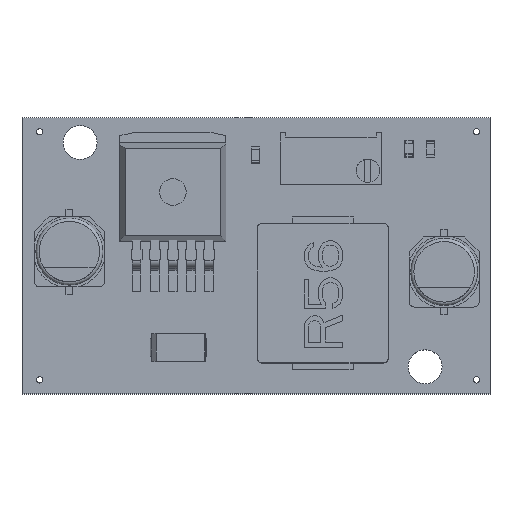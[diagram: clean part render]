
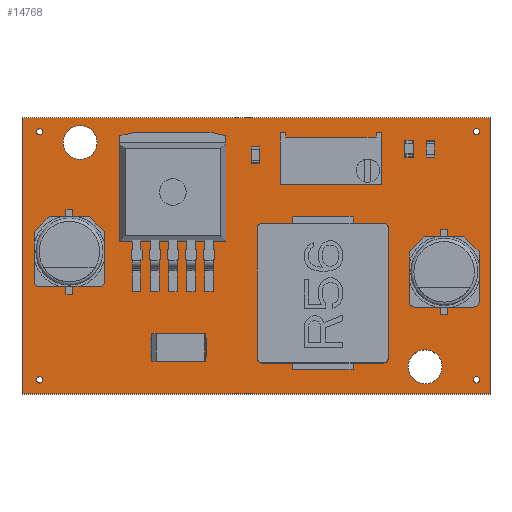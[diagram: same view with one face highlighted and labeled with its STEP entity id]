
A CAD part, top view. The second image highlights one B-rep face of the part: STEP entity #14768.
In plain terms, the highlighted planar face has unit normal (0, 0, 1).
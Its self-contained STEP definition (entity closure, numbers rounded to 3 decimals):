
#14557 = VERTEX_POINT('',#14558);
#14558 = CARTESIAN_POINT('',(22.042,-13.,1.6));
#14564 = EDGE_CURVE('',#14557,#14565,#14567,.T.);
#14565 = VERTEX_POINT('',#14566);
#14566 = CARTESIAN_POINT('',(-22.042,-13.,1.6));
#14567 = LINE('',#14568,#14569);
#14568 = CARTESIAN_POINT('',(22.042,-13.,1.6));
#14569 = VECTOR('',#14570,1.);
#14570 = DIRECTION('',(-1.,0.,0.));
#14597 = VERTEX_POINT('',#14598);
#14598 = CARTESIAN_POINT('',(22.042,13.,1.6));
#14604 = EDGE_CURVE('',#14597,#14557,#14605,.T.);
#14605 = LINE('',#14606,#14607);
#14606 = CARTESIAN_POINT('',(22.042,13.,1.6));
#14607 = VECTOR('',#14608,1.);
#14608 = DIRECTION('',(0.,-1.,0.));
#14626 = EDGE_CURVE('',#14565,#14627,#14629,.T.);
#14627 = VERTEX_POINT('',#14628);
#14628 = CARTESIAN_POINT('',(-22.042,13.,1.6));
#14629 = LINE('',#14630,#14631);
#14630 = CARTESIAN_POINT('',(-22.042,-13.,1.6));
#14631 = VECTOR('',#14632,1.);
#14632 = DIRECTION('',(0.,1.,0.));
#14768 = ADVANCED_FACE('',(#14769,#14780,#14791,#14802,#14813,#14824,
    #14835,#14846,#14857,#14868),#14879,.T.);
#14769 = FACE_BOUND('',#14770,.T.);
#14770 = EDGE_LOOP('',(#14771,#14772,#14773,#14779));
#14771 = ORIENTED_EDGE('',*,*,#14564,.F.);
#14772 = ORIENTED_EDGE('',*,*,#14604,.F.);
#14773 = ORIENTED_EDGE('',*,*,#14774,.F.);
#14774 = EDGE_CURVE('',#14627,#14597,#14775,.T.);
#14775 = LINE('',#14776,#14777);
#14776 = CARTESIAN_POINT('',(-22.042,13.,1.6));
#14777 = VECTOR('',#14778,1.);
#14778 = DIRECTION('',(1.,0.,0.));
#14779 = ORIENTED_EDGE('',*,*,#14626,.F.);
#14780 = FACE_BOUND('',#14781,.T.);
#14781 = EDGE_LOOP('',(#14782));
#14782 = ORIENTED_EDGE('',*,*,#14783,.T.);
#14783 = EDGE_CURVE('',#14784,#14784,#14786,.T.);
#14784 = VERTEX_POINT('',#14785);
#14785 = CARTESIAN_POINT('',(-20.378,-11.968,1.6));
#14786 = CIRCLE('',#14787,0.3);
#14787 = AXIS2_PLACEMENT_3D('',#14788,#14789,#14790);
#14788 = CARTESIAN_POINT('',(-20.378,-11.668,1.6));
#14789 = DIRECTION('',(-0.,0.,-1.));
#14790 = DIRECTION('',(0.,-1.,-0.));
#14791 = FACE_BOUND('',#14792,.T.);
#14792 = EDGE_LOOP('',(#14793));
#14793 = ORIENTED_EDGE('',*,*,#14794,.T.);
#14794 = EDGE_CURVE('',#14795,#14795,#14797,.T.);
#14795 = VERTEX_POINT('',#14796);
#14796 = CARTESIAN_POINT('',(20.77,-11.968,1.6));
#14797 = CIRCLE('',#14798,0.3);
#14798 = AXIS2_PLACEMENT_3D('',#14799,#14800,#14801);
#14799 = CARTESIAN_POINT('',(20.77,-11.668,1.6));
#14800 = DIRECTION('',(-0.,0.,-1.));
#14801 = DIRECTION('',(-0.,-1.,0.));
#14802 = FACE_BOUND('',#14803,.T.);
#14803 = EDGE_LOOP('',(#14804));
#14804 = ORIENTED_EDGE('',*,*,#14805,.T.);
#14805 = EDGE_CURVE('',#14806,#14806,#14808,.T.);
#14806 = VERTEX_POINT('',#14807);
#14807 = CARTESIAN_POINT('',(15.933,-12.043,1.6));
#14808 = CIRCLE('',#14809,1.6);
#14809 = AXIS2_PLACEMENT_3D('',#14810,#14811,#14812);
#14810 = CARTESIAN_POINT('',(15.933,-10.443,1.6));
#14811 = DIRECTION('',(-0.,0.,-1.));
#14812 = DIRECTION('',(0.,-1.,-0.));
#14813 = FACE_BOUND('',#14814,.T.);
#14814 = EDGE_LOOP('',(#14815));
#14815 = ORIENTED_EDGE('',*,*,#14816,.T.);
#14816 = EDGE_CURVE('',#14817,#14817,#14819,.T.);
#14817 = VERTEX_POINT('',#14818);
#14818 = CARTESIAN_POINT('',(-16.568,9.084,1.6));
#14819 = CIRCLE('',#14820,1.6);
#14820 = AXIS2_PLACEMENT_3D('',#14821,#14822,#14823);
#14821 = CARTESIAN_POINT('',(-16.568,10.684,1.6));
#14822 = DIRECTION('',(-0.,0.,-1.));
#14823 = DIRECTION('',(-0.,-1.,0.));
#14824 = FACE_BOUND('',#14825,.T.);
#14825 = EDGE_LOOP('',(#14826));
#14826 = ORIENTED_EDGE('',*,*,#14827,.T.);
#14827 = EDGE_CURVE('',#14828,#14828,#14830,.T.);
#14828 = VERTEX_POINT('',#14829);
#14829 = CARTESIAN_POINT('',(-20.378,11.4,1.6));
#14830 = CIRCLE('',#14831,0.3);
#14831 = AXIS2_PLACEMENT_3D('',#14832,#14833,#14834);
#14832 = CARTESIAN_POINT('',(-20.378,11.7,1.6));
#14833 = DIRECTION('',(-0.,0.,-1.));
#14834 = DIRECTION('',(0.,-1.,-0.));
#14835 = FACE_BOUND('',#14836,.T.);
#14836 = EDGE_LOOP('',(#14837));
#14837 = ORIENTED_EDGE('',*,*,#14838,.T.);
#14838 = EDGE_CURVE('',#14839,#14839,#14841,.T.);
#14839 = VERTEX_POINT('',#14840);
#14840 = CARTESIAN_POINT('',(4.514,8.805,1.6));
#14841 = CIRCLE('',#14842,0.355);
#14842 = AXIS2_PLACEMENT_3D('',#14843,#14844,#14845);
#14843 = CARTESIAN_POINT('',(4.514,9.16,1.6));
#14844 = DIRECTION('',(-0.,0.,-1.));
#14845 = DIRECTION('',(0.,-1.,0.));
#14846 = FACE_BOUND('',#14847,.T.);
#14847 = EDGE_LOOP('',(#14848));
#14848 = ORIENTED_EDGE('',*,*,#14849,.T.);
#14849 = EDGE_CURVE('',#14850,#14850,#14852,.T.);
#14850 = VERTEX_POINT('',#14851);
#14851 = CARTESIAN_POINT('',(7.054,8.805,1.6));
#14852 = CIRCLE('',#14853,0.355);
#14853 = AXIS2_PLACEMENT_3D('',#14854,#14855,#14856);
#14854 = CARTESIAN_POINT('',(7.054,9.16,1.6));
#14855 = DIRECTION('',(-0.,0.,-1.));
#14856 = DIRECTION('',(-0.,-1.,0.));
#14857 = FACE_BOUND('',#14858,.T.);
#14858 = EDGE_LOOP('',(#14859));
#14859 = ORIENTED_EDGE('',*,*,#14860,.T.);
#14860 = EDGE_CURVE('',#14861,#14861,#14863,.T.);
#14861 = VERTEX_POINT('',#14862);
#14862 = CARTESIAN_POINT('',(9.594,8.805,1.6));
#14863 = CIRCLE('',#14864,0.355);
#14864 = AXIS2_PLACEMENT_3D('',#14865,#14866,#14867);
#14865 = CARTESIAN_POINT('',(9.594,9.16,1.6));
#14866 = DIRECTION('',(-0.,0.,-1.));
#14867 = DIRECTION('',(0.,-1.,-0.));
#14868 = FACE_BOUND('',#14869,.T.);
#14869 = EDGE_LOOP('',(#14870));
#14870 = ORIENTED_EDGE('',*,*,#14871,.T.);
#14871 = EDGE_CURVE('',#14872,#14872,#14874,.T.);
#14872 = VERTEX_POINT('',#14873);
#14873 = CARTESIAN_POINT('',(20.77,11.4,1.6));
#14874 = CIRCLE('',#14875,0.3);
#14875 = AXIS2_PLACEMENT_3D('',#14876,#14877,#14878);
#14876 = CARTESIAN_POINT('',(20.77,11.7,1.6));
#14877 = DIRECTION('',(-0.,0.,-1.));
#14878 = DIRECTION('',(-0.,-1.,0.));
#14879 = PLANE('',#14880);
#14880 = AXIS2_PLACEMENT_3D('',#14881,#14882,#14883);
#14881 = CARTESIAN_POINT('',(0.,0.,1.6));
#14882 = DIRECTION('',(0.,0.,1.));
#14883 = DIRECTION('',(1.,0.,-0.));
